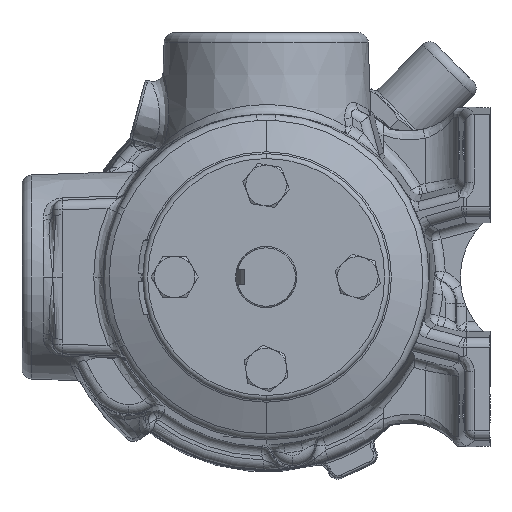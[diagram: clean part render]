
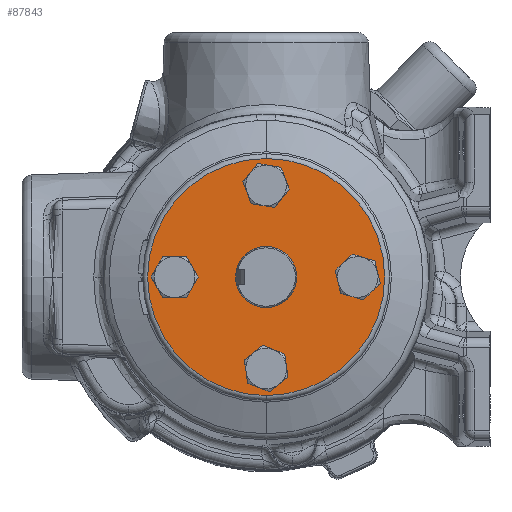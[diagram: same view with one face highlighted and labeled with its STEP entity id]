
A CAD part, left-side view. The second image highlights one B-rep face of the part: STEP entity #87843.
In plain terms, the highlighted planar face has unit normal (-1, 0, 0).
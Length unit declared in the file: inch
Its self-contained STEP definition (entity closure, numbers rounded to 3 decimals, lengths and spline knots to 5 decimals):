
#152 = AXIS2_PLACEMENT_3D ( 'NONE', #13419, #71360, #21739 ) ;
#1711 = CIRCLE ( 'NONE', #58441, 0.37463 ) ;
#2259 = CARTESIAN_POINT ( 'NONE',  ( -5.628, 1.125, -0.25 ) ) ;
#3262 = ORIENTED_EDGE ( 'NONE', *, *, #67828, .T. ) ;
#3460 = CARTESIAN_POINT ( 'NONE',  ( -5.628, 0., 0. ) ) ;
#4797 = DIRECTION ( 'NONE',  ( 1., 0., 0. ) ) ;
#5021 = DIRECTION ( 'NONE',  ( -1., 0., 0. ) ) ;
#5586 = CARTESIAN_POINT ( 'NONE',  ( -5.628, 0., 0. ) ) ;
#5815 = EDGE_LOOP ( 'NONE', ( #56008, #3262 ) ) ;
#5995 = AXIS2_PLACEMENT_3D ( 'NONE', #79921, #30279, #88185 ) ;
#6392 = VERTEX_POINT ( 'NONE', #20159 ) ;
#7091 = CARTESIAN_POINT ( 'NONE',  ( -5.628, 0., 0. ) ) ;
#7214 = CARTESIAN_POINT ( 'NONE',  ( -5.628, 0., 1.125 ) ) ;
#8252 = FACE_BOUND ( 'NONE', #79632, .T. ) ;
#9377 = CIRCLE ( 'NONE', #78699, 0.25 ) ;
#10175 = ORIENTED_EDGE ( 'NONE', *, *, #77152, .T. ) ;
#10183 = VERTEX_POINT ( 'NONE', #2259 ) ;
#10812 = ORIENTED_EDGE ( 'NONE', *, *, #97873, .T. ) ;
#10890 = CARTESIAN_POINT ( 'NONE',  ( -5.628, -1.05425, -0.23978 ) ) ;
#11798 = PLANE ( 'NONE',  #25425 ) ;
#12251 = EDGE_LOOP ( 'NONE', ( #10175, #22181 ) ) ;
#13419 = CARTESIAN_POINT ( 'NONE',  ( -5.628, 1.125, 0. ) ) ;
#13538 = DIRECTION ( 'NONE',  ( 1., 0., 0. ) ) ;
#13750 = DIRECTION ( 'NONE',  ( 1., 0., 0. ) ) ;
#13914 = DIRECTION ( 'NONE',  ( 0., 0., 1. ) ) ;
#13985 = AXIS2_PLACEMENT_3D ( 'NONE', #63369, #13750, #71706 ) ;
#14587 = CIRCLE ( 'NONE', #90405, 0.25 ) ;
#15022 = DIRECTION ( 'NONE',  ( 1., 0., 0. ) ) ;
#15429 = DIRECTION ( 'NONE',  ( 0., 0., 1. ) ) ;
#15553 = DIRECTION ( 'NONE',  ( 0., 0.159, -0.987 ) ) ;
#16988 = EDGE_CURVE ( 'NONE', #28514, #46453, #92070, .T. ) ;
#17388 = CARTESIAN_POINT ( 'NONE',  ( -5.628, 0., -0.37463 ) ) ;
#17460 = ORIENTED_EDGE ( 'NONE', *, *, #84014, .T. ) ;
#19647 = EDGE_CURVE ( 'NONE', #53216, #6392, #37141, .T. ) ;
#20130 = DIRECTION ( 'NONE',  ( 0., 0., -1. ) ) ;
#20159 = CARTESIAN_POINT ( 'NONE',  ( -5.628, 0., 1.45644 ) ) ;
#20583 = VERTEX_POINT ( 'NONE', #72085 ) ;
#21739 = DIRECTION ( 'NONE',  ( 0., 0., -1. ) ) ;
#22181 = ORIENTED_EDGE ( 'NONE', *, *, #43788, .T. ) ;
#25425 = AXIS2_PLACEMENT_3D ( 'NONE', #3460, #102020, #20130 ) ;
#27682 = VERTEX_POINT ( 'NONE', #17388 ) ;
#27917 = ORIENTED_EDGE ( 'NONE', *, *, #40234, .T. ) ;
#28514 = VERTEX_POINT ( 'NONE', #44278 ) ;
#30279 = DIRECTION ( 'NONE',  ( 1., 0., 0. ) ) ;
#30332 = FACE_BOUND ( 'NONE', #35831, .T. ) ;
#32205 = CIRCLE ( 'NONE', #5995, 0.25 ) ;
#33741 = EDGE_CURVE ( 'NONE', #20583, #40313, #32205, .T. ) ;
#34297 = CARTESIAN_POINT ( 'NONE',  ( -5.628, 0., 0. ) ) ;
#35831 = EDGE_LOOP ( 'NONE', ( #71510, #37857 ) ) ;
#35889 = CIRCLE ( 'NONE', #61652, 0.37463 ) ;
#35941 = CARTESIAN_POINT ( 'NONE',  ( -5.628, -1.125, 0. ) ) ;
#37141 = CIRCLE ( 'NONE', #89037, 1.45644 ) ;
#37857 = ORIENTED_EDGE ( 'NONE', *, *, #98570, .T. ) ;
#38445 = CARTESIAN_POINT ( 'NONE',  ( -5.628, 0.03964, 0.87816 ) ) ;
#40045 = ORIENTED_EDGE ( 'NONE', *, *, #69720, .T. ) ;
#40234 = EDGE_CURVE ( 'NONE', #40313, #20583, #100061, .T. ) ;
#40313 = VERTEX_POINT ( 'NONE', #88446 ) ;
#42594 = DIRECTION ( 'NONE',  ( 0., 0., -1. ) ) ;
#43788 = EDGE_CURVE ( 'NONE', #10183, #50169, #67733, .T. ) ;
#44202 = CIRCLE ( 'NONE', #87610, 0.25 ) ;
#44210 = DIRECTION ( 'NONE',  ( 0., 0.283, -0.959 ) ) ;
#44278 = CARTESIAN_POINT ( 'NONE',  ( -5.628, -0.03964, 1.37184 ) ) ;
#44719 = EDGE_LOOP ( 'NONE', ( #73229, #27917 ) ) ;
#45543 = VERTEX_POINT ( 'NONE', #55937 ) ;
#46453 = VERTEX_POINT ( 'NONE', #38445 ) ;
#50169 = VERTEX_POINT ( 'NONE', #92476 ) ;
#51025 = VERTEX_POINT ( 'NONE', #92285 ) ;
#51712 = EDGE_CURVE ( 'NONE', #51025, #27682, #35889, .T. ) ;
#52293 = FACE_BOUND ( 'NONE', #12251, .T. ) ;
#53216 = VERTEX_POINT ( 'NONE', #73100 ) ;
#54383 = CARTESIAN_POINT ( 'NONE',  ( -5.628, 0., 1.125 ) ) ;
#54598 = CARTESIAN_POINT ( 'NONE',  ( -5.628, 0., 0. ) ) ;
#55937 = CARTESIAN_POINT ( 'NONE',  ( -5.628, -1.19575, 0.23978 ) ) ;
#56008 = ORIENTED_EDGE ( 'NONE', *, *, #19647, .T. ) ;
#58441 = AXIS2_PLACEMENT_3D ( 'NONE', #7091, #65056, #15429 ) ;
#60970 = AXIS2_PLACEMENT_3D ( 'NONE', #54598, #5021, #62991 ) ;
#61652 = AXIS2_PLACEMENT_3D ( 'NONE', #5586, #63547, #13914 ) ;
#62787 = DIRECTION ( 'NONE',  ( 0., 0.159, -0.987 ) ) ;
#62991 = DIRECTION ( 'NONE',  ( 0., 0., -1. ) ) ;
#63159 = CARTESIAN_POINT ( 'NONE',  ( -5.628, 0., -1.125 ) ) ;
#63369 = CARTESIAN_POINT ( 'NONE',  ( -5.628, 1.125, 0. ) ) ;
#63547 = DIRECTION ( 'NONE',  ( 1., 0., 0. ) ) ;
#64657 = CARTESIAN_POINT ( 'NONE',  ( -5.628, -1.125, 0. ) ) ;
#65056 = DIRECTION ( 'NONE',  ( 1., 0., 0. ) ) ;
#65195 = DIRECTION ( 'NONE',  ( 1., 0., 0. ) ) ;
#67272 = EDGE_LOOP ( 'NONE', ( #17460, #72395 ) ) ;
#67733 = CIRCLE ( 'NONE', #13985, 0.25 ) ;
#67828 = EDGE_CURVE ( 'NONE', #6392, #53216, #94110, .T. ) ;
#69720 = EDGE_CURVE ( 'NONE', #82699, #45543, #44202, .T. ) ;
#71277 = AXIS2_PLACEMENT_3D ( 'NONE', #63159, #13538, #71483 ) ;
#71360 = DIRECTION ( 'NONE',  ( 1., 0., 0. ) ) ;
#71483 = DIRECTION ( 'NONE',  ( 0., 0.371, -0.929 ) ) ;
#71510 = ORIENTED_EDGE ( 'NONE', *, *, #16988, .T. ) ;
#71706 = DIRECTION ( 'NONE',  ( 0., 0., -1. ) ) ;
#72085 = CARTESIAN_POINT ( 'NONE',  ( -5.628, -0.09279, -0.89286 ) ) ;
#72395 = ORIENTED_EDGE ( 'NONE', *, *, #51712, .T. ) ;
#72957 = DIRECTION ( 'NONE',  ( 0., 0.283, -0.959 ) ) ;
#73100 = CARTESIAN_POINT ( 'NONE',  ( -5.628, 0., -1.45644 ) ) ;
#73229 = ORIENTED_EDGE ( 'NONE', *, *, #33741, .T. ) ;
#74396 = FACE_OUTER_BOUND ( 'NONE', #5815, .T. ) ;
#77152 = EDGE_CURVE ( 'NONE', #50169, #10183, #82967, .T. ) ;
#78699 = AXIS2_PLACEMENT_3D ( 'NONE', #7214, #65195, #15553 ) ;
#79632 = EDGE_LOOP ( 'NONE', ( #10812, #40045 ) ) ;
#79921 = CARTESIAN_POINT ( 'NONE',  ( -5.628, 0., -1.125 ) ) ;
#82699 = VERTEX_POINT ( 'NONE', #10890 ) ;
#82967 = CIRCLE ( 'NONE', #152, 0.25 ) ;
#84014 = EDGE_CURVE ( 'NONE', #27682, #51025, #1711, .T. ) ;
#87610 = AXIS2_PLACEMENT_3D ( 'NONE', #35941, #93951, #44210 ) ;
#87843 = ADVANCED_FACE ( 'NONE', ( #74396, #96436, #8252, #30332, #52293, #93825 ), #11798, .F. ) ;
#88185 = DIRECTION ( 'NONE',  ( 0., 0.371, -0.929 ) ) ;
#88446 = CARTESIAN_POINT ( 'NONE',  ( -5.628, 0.09279, -1.35714 ) ) ;
#89037 = AXIS2_PLACEMENT_3D ( 'NONE', #34297, #92278, #42594 ) ;
#90405 = AXIS2_PLACEMENT_3D ( 'NONE', #64657, #15022, #72957 ) ;
#91616 = AXIS2_PLACEMENT_3D ( 'NONE', #54383, #4797, #62787 ) ;
#92070 = CIRCLE ( 'NONE', #91616, 0.25 ) ;
#92278 = DIRECTION ( 'NONE',  ( -1., 0., 0. ) ) ;
#92285 = CARTESIAN_POINT ( 'NONE',  ( -5.628, 0., 0.37463 ) ) ;
#92476 = CARTESIAN_POINT ( 'NONE',  ( -5.628, 1.125, 0.25 ) ) ;
#93825 = FACE_BOUND ( 'NONE', #67272, .T. ) ;
#93951 = DIRECTION ( 'NONE',  ( 1., 0., 0. ) ) ;
#94110 = CIRCLE ( 'NONE', #60970, 1.45644 ) ;
#96436 = FACE_BOUND ( 'NONE', #44719, .T. ) ;
#97873 = EDGE_CURVE ( 'NONE', #45543, #82699, #14587, .T. ) ;
#98570 = EDGE_CURVE ( 'NONE', #46453, #28514, #9377, .T. ) ;
#100061 = CIRCLE ( 'NONE', #71277, 0.25 ) ;
#102020 = DIRECTION ( 'NONE',  ( 1., 0., 0. ) ) ;
